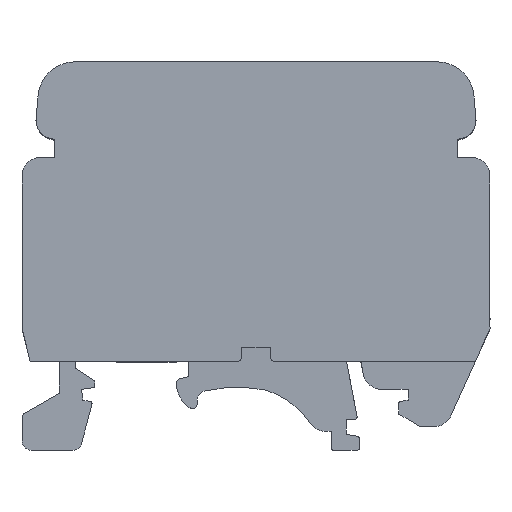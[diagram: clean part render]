
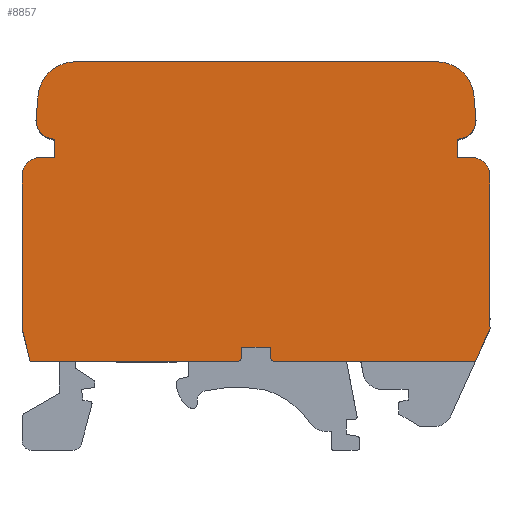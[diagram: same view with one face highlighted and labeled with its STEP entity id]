
A CAD part, front view. The second image highlights one B-rep face of the part: STEP entity #8857.
In plain terms, the highlighted planar face has unit normal (0, -1, 0).
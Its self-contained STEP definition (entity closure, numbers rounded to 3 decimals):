
#233=LINE('',#11898,#944);
#237=LINE('',#11907,#948);
#242=LINE('',#11919,#953);
#244=LINE('',#11923,#955);
#246=LINE('',#11927,#957);
#249=LINE('',#11935,#960);
#251=LINE('',#11939,#962);
#362=LINE('',#12227,#1073);
#386=LINE('',#12281,#1097);
#429=LINE('',#12383,#1140);
#436=LINE('',#12397,#1147);
#440=LINE('',#12406,#1151);
#441=LINE('',#12410,#1152);
#442=LINE('',#12411,#1153);
#443=LINE('',#12415,#1154);
#444=LINE('',#12418,#1155);
#445=LINE('',#12420,#1156);
#446=LINE('',#12424,#1157);
#944=VECTOR('',#9956,1000.);
#948=VECTOR('',#9962,1000.);
#953=VECTOR('',#9973,1000.);
#955=VECTOR('',#9977,1000.);
#957=VECTOR('',#9981,1000.);
#960=VECTOR('',#9990,1000.);
#962=VECTOR('',#9994,1000.);
#1073=VECTOR('',#10299,1000.);
#1097=VECTOR('',#10345,1000.);
#1140=VECTOR('',#10426,1000.);
#1147=VECTOR('',#10439,1000.);
#1151=VECTOR('',#10445,1000.);
#1152=VECTOR('',#10448,1000.);
#1153=VECTOR('',#10449,1000.);
#1154=VECTOR('',#10452,1000.);
#1155=VECTOR('',#10455,1000.);
#1156=VECTOR('',#10456,1000.);
#1157=VECTOR('',#10459,1000.);
#2275=ORIENTED_EDGE('',*,*,#3688,.T.);
#2276=ORIENTED_EDGE('',*,*,#3686,.T.);
#2277=ORIENTED_EDGE('',*,*,#3684,.F.);
#2278=ORIENTED_EDGE('',*,*,#3682,.F.);
#2279=ORIENTED_EDGE('',*,*,#3680,.F.);
#2280=ORIENTED_EDGE('',*,*,#3678,.T.);
#2281=ORIENTED_EDGE('',*,*,#3674,.T.);
#2282=ORIENTED_EDGE('',*,*,#3861,.T.);
#2283=ORIENTED_EDGE('',*,*,#3921,.T.);
#2284=ORIENTED_EDGE('',*,*,#3922,.T.);
#2285=ORIENTED_EDGE('',*,*,#3923,.T.);
#2286=ORIENTED_EDGE('',*,*,#3690,.T.);
#2287=ORIENTED_EDGE('',*,*,#3670,.T.);
#2288=ORIENTED_EDGE('',*,*,#3830,.T.);
#2289=ORIENTED_EDGE('',*,*,#3834,.T.);
#2290=ORIENTED_EDGE('',*,*,#3837,.T.);
#2291=ORIENTED_EDGE('',*,*,#3924,.T.);
#2292=ORIENTED_EDGE('',*,*,#3925,.T.);
#2293=ORIENTED_EDGE('',*,*,#3926,.T.);
#2294=ORIENTED_EDGE('',*,*,#3927,.T.);
#2295=ORIENTED_EDGE('',*,*,#3917,.T.);
#2296=ORIENTED_EDGE('',*,*,#3928,.T.);
#2297=ORIENTED_EDGE('',*,*,#3929,.T.);
#2298=ORIENTED_EDGE('',*,*,#3930,.T.);
#2299=ORIENTED_EDGE('',*,*,#3931,.T.);
#2300=ORIENTED_EDGE('',*,*,#3910,.T.);
#3670=EDGE_CURVE('',#4593,#4594,#233,.T.);
#3674=EDGE_CURVE('',#4597,#4598,#237,.T.);
#3678=EDGE_CURVE('',#4600,#4597,#5156,.T.);
#3680=EDGE_CURVE('',#4600,#4601,#242,.T.);
#3682=EDGE_CURVE('',#4601,#4602,#244,.T.);
#3684=EDGE_CURVE('',#4602,#4603,#246,.T.);
#3686=EDGE_CURVE('',#4604,#4603,#5157,.T.);
#3688=EDGE_CURVE('',#4605,#4604,#249,.T.);
#3690=EDGE_CURVE('',#4606,#4593,#251,.T.);
#3830=EDGE_CURVE('',#4594,#4683,#5188,.T.);
#3834=EDGE_CURVE('',#4683,#4686,#362,.T.);
#3837=EDGE_CURVE('',#4686,#4688,#5191,.T.);
#3861=EDGE_CURVE('',#4598,#4704,#386,.F.);
#3910=EDGE_CURVE('',#4745,#4605,#429,.F.);
#3917=EDGE_CURVE('',#4749,#4750,#436,.T.);
#3921=EDGE_CURVE('',#4704,#4753,#440,.T.);
#3922=EDGE_CURVE('',#4753,#4754,#5200,.T.);
#3923=EDGE_CURVE('',#4754,#4606,#441,.T.);
#3924=EDGE_CURVE('',#4688,#4755,#442,.T.);
#3925=EDGE_CURVE('',#4755,#4756,#5201,.T.);
#3926=EDGE_CURVE('',#4756,#4757,#443,.T.);
#3927=EDGE_CURVE('',#4757,#4749,#5202,.T.);
#3928=EDGE_CURVE('',#4750,#4758,#444,.T.);
#3929=EDGE_CURVE('',#4758,#4759,#445,.T.);
#3930=EDGE_CURVE('',#4759,#4760,#5203,.T.);
#3931=EDGE_CURVE('',#4760,#4745,#446,.T.);
#4593=VERTEX_POINT('',#11899);
#4594=VERTEX_POINT('',#11900);
#4597=VERTEX_POINT('',#11908);
#4598=VERTEX_POINT('',#11909);
#4600=VERTEX_POINT('',#11916);
#4601=VERTEX_POINT('',#11920);
#4602=VERTEX_POINT('',#11924);
#4603=VERTEX_POINT('',#11928);
#4604=VERTEX_POINT('',#11932);
#4605=VERTEX_POINT('',#11936);
#4606=VERTEX_POINT('',#11940);
#4683=VERTEX_POINT('',#12220);
#4686=VERTEX_POINT('',#12228);
#4688=VERTEX_POINT('',#12234);
#4704=VERTEX_POINT('',#12280);
#4745=VERTEX_POINT('',#12384);
#4749=VERTEX_POINT('',#12398);
#4750=VERTEX_POINT('',#12399);
#4753=VERTEX_POINT('',#12407);
#4754=VERTEX_POINT('',#12409);
#4755=VERTEX_POINT('',#12412);
#4756=VERTEX_POINT('',#12414);
#4757=VERTEX_POINT('',#12416);
#4758=VERTEX_POINT('',#12419);
#4759=VERTEX_POINT('',#12421);
#4760=VERTEX_POINT('',#12423);
#5156=CIRCLE('',#9183,0.5);
#5157=CIRCLE('',#9188,0.5);
#5188=CIRCLE('',#9284,2.);
#5191=CIRCLE('',#9289,4.);
#5200=CIRCLE('',#9322,2.);
#5201=CIRCLE('',#9323,4.);
#5202=CIRCLE('',#9324,2.);
#5203=CIRCLE('',#9325,2.);
#5465=EDGE_LOOP('',(#2275,#2276,#2277,#2278,#2279,#2280,#2281,#2282,#2283,
#2284,#2285,#2286,#2287,#2288,#2289,#2290,#2291,#2292,#2293,#2294,#2295,
#2296,#2297,#2298,#2299,#2300));
#5831=FACE_BOUND('',#5465,.T.);
#6137=PLANE('',#9321);
#8857=ADVANCED_FACE('',(#5831),#6137,.T.);
#9183=AXIS2_PLACEMENT_3D('',#11915,#9968,#9969);
#9188=AXIS2_PLACEMENT_3D('',#11931,#9985,#9986);
#9284=AXIS2_PLACEMENT_3D('',#12219,#10290,#10291);
#9289=AXIS2_PLACEMENT_3D('',#12233,#10304,#10305);
#9321=AXIS2_PLACEMENT_3D('',#12405,#10443,#10444);
#9322=AXIS2_PLACEMENT_3D('',#12408,#10446,#10447);
#9323=AXIS2_PLACEMENT_3D('',#12413,#10450,#10451);
#9324=AXIS2_PLACEMENT_3D('',#12417,#10453,#10454);
#9325=AXIS2_PLACEMENT_3D('',#12422,#10457,#10458);
#9956=DIRECTION('',(0.966,0.,0.259));
#9962=DIRECTION('',(1.,0.,0.));
#9968=DIRECTION('',(0.,-1.,0.));
#9969=DIRECTION('',(1.,0.,0.));
#9973=DIRECTION('',(0.,0.,1.));
#9977=DIRECTION('',(-1.,0.,0.));
#9981=DIRECTION('',(0.,0.,-1.));
#9985=DIRECTION('',(0.,-1.,0.));
#9986=DIRECTION('',(1.,0.,0.));
#9990=DIRECTION('',(1.,0.,0.));
#9994=DIRECTION('',(0.,0.,1.));
#10290=DIRECTION('',(0.,-1.,0.));
#10291=DIRECTION('',(-1.,0.,0.));
#10299=DIRECTION('',(-0.087,0.,0.996));
#10304=DIRECTION('',(0.,-1.,0.));
#10305=DIRECTION('',(-1.,0.,0.));
#10345=DIRECTION('',(-0.407,0.,-0.914));
#10426=DIRECTION('',(-0.242,0.,0.97));
#10439=DIRECTION('',(0.966,0.,-0.259));
#10443=DIRECTION('',(0.,-1.,0.));
#10444=DIRECTION('',(1.,0.,0.));
#10445=DIRECTION('',(0.,0.,1.));
#10446=DIRECTION('',(0.,-1.,0.));
#10447=DIRECTION('',(-1.,0.,0.));
#10448=DIRECTION('',(-1.,0.,0.));
#10449=DIRECTION('',(-1.,0.,0.));
#10450=DIRECTION('',(0.,-1.,0.));
#10451=DIRECTION('',(-1.,0.,0.));
#10452=DIRECTION('',(-0.087,0.,-0.996));
#10453=DIRECTION('',(0.,-1.,0.));
#10454=DIRECTION('',(1.,0.,0.));
#10455=DIRECTION('',(0.,0.,-1.));
#10456=DIRECTION('',(-1.,0.,0.));
#10457=DIRECTION('',(0.,-1.,0.));
#10458=DIRECTION('',(1.,0.,0.));
#10459=DIRECTION('',(0.,0.,-1.));
#11898=CARTESIAN_POINT('',(21.684,-1.5,23.299));
#11899=CARTESIAN_POINT('',(21.684,-1.5,23.299));
#11900=CARTESIAN_POINT('',(22.209,-1.5,23.44));
#11907=CARTESIAN_POINT('',(0.184,-1.5,-0.401));
#11908=CARTESIAN_POINT('',(2.184,-1.5,-0.401));
#11909=CARTESIAN_POINT('',(23.625,-1.5,-0.401));
#11915=CARTESIAN_POINT('',(2.184,-1.5,0.099));
#11916=CARTESIAN_POINT('',(1.684,-1.5,0.099));
#11919=CARTESIAN_POINT('',(1.684,-1.5,-0.401));
#11920=CARTESIAN_POINT('',(1.684,-1.5,1.099));
#11923=CARTESIAN_POINT('',(1.684,-1.5,1.099));
#11924=CARTESIAN_POINT('',(-1.316,-1.5,1.099));
#11927=CARTESIAN_POINT('',(-1.316,-1.5,1.099));
#11928=CARTESIAN_POINT('',(-1.316,-1.5,0.099));
#11931=CARTESIAN_POINT('',(-1.816,-1.5,0.099));
#11932=CARTESIAN_POINT('',(-1.816,-1.5,-0.401));
#11935=CARTESIAN_POINT('',(0.184,-1.5,-0.401));
#11936=CARTESIAN_POINT('',(-23.944,-1.5,-0.401));
#11939=CARTESIAN_POINT('',(21.684,-1.5,21.399));
#11940=CARTESIAN_POINT('',(21.684,-1.5,21.399));
#12219=CARTESIAN_POINT('',(21.691,-1.5,25.372));
#12220=CARTESIAN_POINT('',(23.684,-1.5,25.546));
#12227=CARTESIAN_POINT('',(23.684,-1.5,25.546));
#12228=CARTESIAN_POINT('',(23.474,-1.5,27.948));
#12233=CARTESIAN_POINT('',(19.489,-1.5,27.599));
#12234=CARTESIAN_POINT('',(19.489,-1.5,31.599));
#12280=CARTESIAN_POINT('',(25.184,-1.5,3.099));
#12281=CARTESIAN_POINT('',(30.91,-1.5,15.96));
#12383=CARTESIAN_POINT('',(-25.833,-1.5,7.178));
#12384=CARTESIAN_POINT('',(-24.816,-1.5,3.099));
#12397=CARTESIAN_POINT('',(-21.316,-1.5,23.299));
#12398=CARTESIAN_POINT('',(-21.841,-1.5,23.44));
#12399=CARTESIAN_POINT('',(-21.316,-1.5,23.299));
#12405=CARTESIAN_POINT('',(23.184,-1.5,19.399));
#12406=CARTESIAN_POINT('',(25.184,-1.5,-0.401));
#12407=CARTESIAN_POINT('',(25.184,-1.5,19.399));
#12408=CARTESIAN_POINT('',(23.184,-1.5,19.399));
#12409=CARTESIAN_POINT('',(23.184,-1.5,21.399));
#12410=CARTESIAN_POINT('',(21.684,-1.5,21.399));
#12411=CARTESIAN_POINT('',(0.184,-1.5,31.599));
#12412=CARTESIAN_POINT('',(-19.121,-1.5,31.599));
#12413=CARTESIAN_POINT('',(-19.121,-1.5,27.599));
#12414=CARTESIAN_POINT('',(-23.106,-1.5,27.948));
#12415=CARTESIAN_POINT('',(-23.316,-1.5,25.546));
#12416=CARTESIAN_POINT('',(-23.316,-1.5,25.546));
#12417=CARTESIAN_POINT('',(-21.324,-1.5,25.372));
#12418=CARTESIAN_POINT('',(-21.316,-1.5,21.399));
#12419=CARTESIAN_POINT('',(-21.316,-1.5,21.399));
#12420=CARTESIAN_POINT('',(-21.316,-1.5,21.399));
#12421=CARTESIAN_POINT('',(-22.816,-1.5,21.399));
#12422=CARTESIAN_POINT('',(-22.816,-1.5,19.399));
#12423=CARTESIAN_POINT('',(-24.816,-1.5,19.399));
#12424=CARTESIAN_POINT('',(-24.816,-1.5,-0.401));
